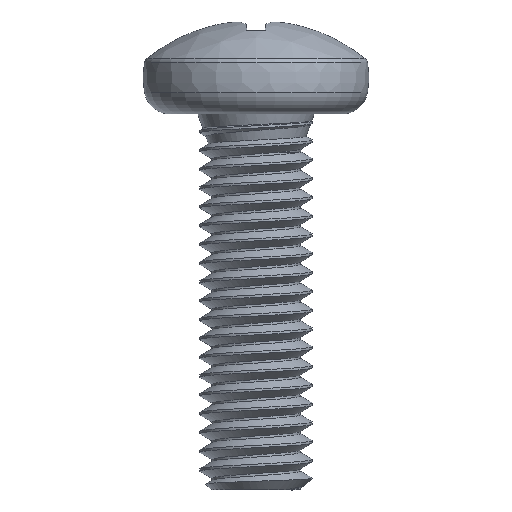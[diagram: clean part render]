
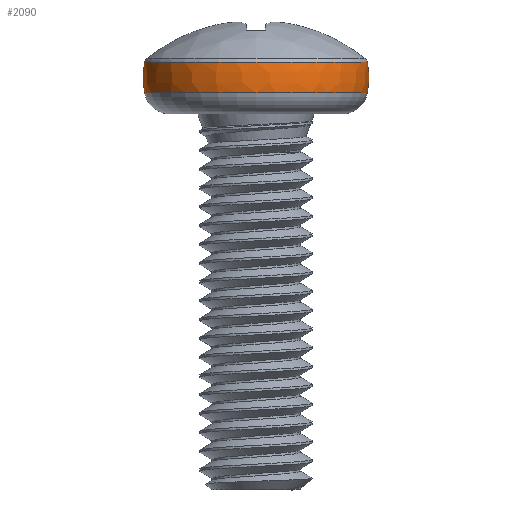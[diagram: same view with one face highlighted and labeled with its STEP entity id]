
A CAD part, left-side view. The second image highlights one B-rep face of the part: STEP entity #2090.
In plain terms, the highlighted toroidal (fillet/blend) face has major radius 0.71 mm and minor radius 2.29 mm.
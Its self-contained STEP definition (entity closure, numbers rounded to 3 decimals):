
#37 = VERTEX_POINT ( 'NONE', #3624 ) ;
#204 = CARTESIAN_POINT ( 'NONE',  ( 0., 0., 4.316 ) ) ;
#310 = EDGE_CURVE ( 'NONE', #1877, #841, #1401, .T. ) ;
#346 = CARTESIAN_POINT ( 'NONE',  ( 0., -0.71, 4.721 ) ) ;
#582 = AXIS2_PLACEMENT_3D ( 'NONE', #204, #4219, #5231 ) ;
#605 = CARTESIAN_POINT ( 'NONE',  ( 0., 2.964, 4.316 ) ) ;
#841 = VERTEX_POINT ( 'NONE', #4902 ) ;
#871 = DIRECTION ( 'NONE',  ( 0., 0., 1. ) ) ;
#1309 = CARTESIAN_POINT ( 'NONE',  ( 0., 0.71, 4.721 ) ) ;
#1334 = DIRECTION ( 'NONE',  ( 1., 0., 0. ) ) ;
#1401 = CIRCLE ( 'NONE', #5135, 2.29 ) ;
#1585 = AXIS2_PLACEMENT_3D ( 'NONE', #346, #6324, #871 ) ;
#1877 = VERTEX_POINT ( 'NONE', #605 ) ;
#2031 = EDGE_CURVE ( 'NONE', #1877, #37, #5998, .T. ) ;
#2090 = ADVANCED_FACE ( 'NONE', ( #4901 ), #3734, .T. ) ;
#2166 = AXIS2_PLACEMENT_3D ( 'NONE', #3715, #3692, #2644 ) ;
#2273 = CARTESIAN_POINT ( 'NONE',  ( 0., -2.964, 5.125 ) ) ;
#2370 = ORIENTED_EDGE ( 'NONE', *, *, #310, .F. ) ;
#2463 = CIRCLE ( 'NONE', #1585, 2.29 ) ;
#2530 = EDGE_CURVE ( 'NONE', #841, #5425, #2710, .T. ) ;
#2644 = DIRECTION ( 'NONE',  ( 0., -1., 0. ) ) ;
#2710 = CIRCLE ( 'NONE', #2166, 2.964 ) ;
#2784 = DIRECTION ( 'NONE',  ( 0., 0., 1. ) ) ;
#3624 = CARTESIAN_POINT ( 'NONE',  ( 0., -2.964, 4.316 ) ) ;
#3640 = EDGE_LOOP ( 'NONE', ( #2370, #5786, #4187, #3801 ) ) ;
#3692 = DIRECTION ( 'NONE',  ( 0., 0., 1. ) ) ;
#3715 = CARTESIAN_POINT ( 'NONE',  ( 0., 0., 5.125 ) ) ;
#3734 = TOROIDAL_SURFACE ( 'NONE', #4067, 0.71, 2.29 ) ;
#3790 = EDGE_CURVE ( 'NONE', #37, #5425, #2463, .T. ) ;
#3801 = ORIENTED_EDGE ( 'NONE', *, *, #2530, .F. ) ;
#4067 = AXIS2_PLACEMENT_3D ( 'NONE', #4694, #2784, #5879 ) ;
#4187 = ORIENTED_EDGE ( 'NONE', *, *, #3790, .T. ) ;
#4219 = DIRECTION ( 'NONE',  ( 0., 0., 1. ) ) ;
#4289 = DIRECTION ( 'NONE',  ( 0., 1., 0. ) ) ;
#4694 = CARTESIAN_POINT ( 'NONE',  ( 0., 0., 4.721 ) ) ;
#4901 = FACE_OUTER_BOUND ( 'NONE', #3640, .T. ) ;
#4902 = CARTESIAN_POINT ( 'NONE',  ( 0., 2.964, 5.125 ) ) ;
#5135 = AXIS2_PLACEMENT_3D ( 'NONE', #1309, #1334, #4289 ) ;
#5231 = DIRECTION ( 'NONE',  ( 0., -1., 0. ) ) ;
#5425 = VERTEX_POINT ( 'NONE', #2273 ) ;
#5786 = ORIENTED_EDGE ( 'NONE', *, *, #2031, .T. ) ;
#5879 = DIRECTION ( 'NONE',  ( 0., -1., 0. ) ) ;
#5998 = CIRCLE ( 'NONE', #582, 2.964 ) ;
#6324 = DIRECTION ( 'NONE',  ( -1., 0., 0. ) ) ;
